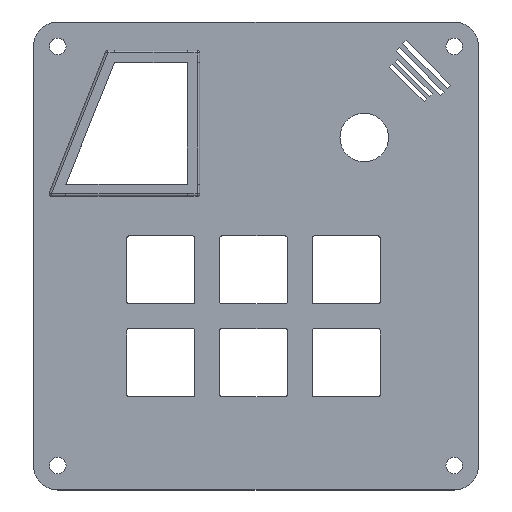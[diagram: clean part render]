
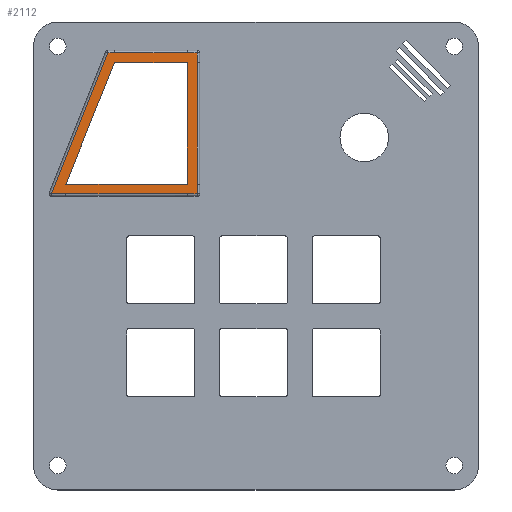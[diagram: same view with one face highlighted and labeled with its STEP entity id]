
A CAD part, top view. The second image highlights one B-rep face of the part: STEP entity #2112.
In plain terms, the highlighted planar face has unit normal (0, 0, 1).
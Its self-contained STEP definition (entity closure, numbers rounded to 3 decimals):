
#15=FACE_BOUND('',#235,.T.);
#49=PLANE('',#2249);
#122=FACE_OUTER_BOUND('',#234,.T.);
#234=EDGE_LOOP('',(#1442,#1443,#1444,#1445,#1446,#1447,#1448,#1449,#1450,
#1451));
#235=EDGE_LOOP('',(#1452,#1453,#1454,#1455));
#372=LINE('',#3064,#593);
#374=LINE('',#3071,#595);
#377=LINE('',#3078,#598);
#383=LINE('',#3099,#604);
#384=LINE('',#3103,#605);
#385=LINE('',#3105,#606);
#386=LINE('',#3107,#607);
#387=LINE('',#3109,#608);
#388=LINE('',#3111,#609);
#389=LINE('',#3112,#610);
#390=LINE('',#3115,#611);
#391=LINE('',#3117,#612);
#392=LINE('',#3119,#613);
#393=LINE('',#3120,#614);
#593=VECTOR('',#2442,10.);
#595=VECTOR('',#2450,10.);
#598=VECTOR('',#2457,10.);
#604=VECTOR('',#2481,10.);
#605=VECTOR('',#2486,10.);
#606=VECTOR('',#2487,10.);
#607=VECTOR('',#2488,10.);
#608=VECTOR('',#2489,10.);
#609=VECTOR('',#2490,10.);
#610=VECTOR('',#2491,10.);
#611=VECTOR('',#2492,10.);
#612=VECTOR('',#2493,10.);
#613=VECTOR('',#2494,10.);
#614=VECTOR('',#2495,10.);
#904=VERTEX_POINT('',#3061);
#905=VERTEX_POINT('',#3063);
#907=VERTEX_POINT('',#3069);
#909=VERTEX_POINT('',#3076);
#915=VERTEX_POINT('',#3098);
#916=VERTEX_POINT('',#3102);
#917=VERTEX_POINT('',#3104);
#918=VERTEX_POINT('',#3106);
#919=VERTEX_POINT('',#3108);
#920=VERTEX_POINT('',#3110);
#921=VERTEX_POINT('',#3113);
#922=VERTEX_POINT('',#3114);
#923=VERTEX_POINT('',#3116);
#924=VERTEX_POINT('',#3118);
#1104=EDGE_CURVE('',#904,#905,#372,.T.);
#1108=EDGE_CURVE('',#907,#904,#374,.T.);
#1112=EDGE_CURVE('',#909,#907,#377,.T.);
#1122=EDGE_CURVE('',#905,#915,#383,.T.);
#1124=EDGE_CURVE('',#916,#909,#384,.T.);
#1125=EDGE_CURVE('',#917,#916,#385,.T.);
#1126=EDGE_CURVE('',#918,#917,#386,.T.);
#1127=EDGE_CURVE('',#919,#918,#387,.T.);
#1128=EDGE_CURVE('',#920,#919,#388,.T.);
#1129=EDGE_CURVE('',#915,#920,#389,.T.);
#1130=EDGE_CURVE('',#921,#922,#390,.T.);
#1131=EDGE_CURVE('',#922,#923,#391,.T.);
#1132=EDGE_CURVE('',#923,#924,#392,.T.);
#1133=EDGE_CURVE('',#924,#921,#393,.T.);
#1442=ORIENTED_EDGE('',*,*,#1104,.F.);
#1443=ORIENTED_EDGE('',*,*,#1108,.F.);
#1444=ORIENTED_EDGE('',*,*,#1112,.F.);
#1445=ORIENTED_EDGE('',*,*,#1124,.F.);
#1446=ORIENTED_EDGE('',*,*,#1125,.F.);
#1447=ORIENTED_EDGE('',*,*,#1126,.F.);
#1448=ORIENTED_EDGE('',*,*,#1127,.F.);
#1449=ORIENTED_EDGE('',*,*,#1128,.F.);
#1450=ORIENTED_EDGE('',*,*,#1129,.F.);
#1451=ORIENTED_EDGE('',*,*,#1122,.F.);
#1452=ORIENTED_EDGE('',*,*,#1130,.T.);
#1453=ORIENTED_EDGE('',*,*,#1131,.T.);
#1454=ORIENTED_EDGE('',*,*,#1132,.T.);
#1455=ORIENTED_EDGE('',*,*,#1133,.T.);
#2112=ADVANCED_FACE('',(#122,#15),#49,.T.);
#2249=AXIS2_PLACEMENT_3D('',#3101,#2484,#2485);
#2442=DIRECTION('',(1.,0.,0.));
#2450=DIRECTION('',(1.,0.,0.));
#2457=DIRECTION('',(1.,0.,0.));
#2481=DIRECTION('',(0.,-1.,0.));
#2484=DIRECTION('center_axis',(0.,0.,1.));
#2485=DIRECTION('ref_axis',(1.,0.,0.));
#2486=DIRECTION('',(0.371,0.928,0.));
#2487=DIRECTION('',(-1.,0.001,0.));
#2488=DIRECTION('',(-1.,0.,0.));
#2489=DIRECTION('',(-1.,0.,0.));
#2490=DIRECTION('',(0.,-1.,0.));
#2491=DIRECTION('',(0.,-1.,0.));
#2492=DIRECTION('',(1.,0.,0.));
#2493=DIRECTION('',(0.,-1.,0.));
#2494=DIRECTION('',(-1.,0.,0.));
#2495=DIRECTION('',(0.371,0.928,0.));
#3061=CARTESIAN_POINT('',(15.,-3.,2.5));
#3063=CARTESIAN_POINT('',(17.,-3.,2.5));
#3064=CARTESIAN_POINT('',(9.702,-3.,2.5));
#3069=CARTESIAN_POINT('',(0.,-3.,2.5));
#3071=CARTESIAN_POINT('',(8.452,-3.,2.5));
#3076=CARTESIAN_POINT('',(-1.354,-3.,2.5));
#3078=CARTESIAN_POINT('',(0.952,-3.,2.5));
#3098=CARTESIAN_POINT('',(17.,-5.,2.5));
#3099=CARTESIAN_POINT('',(17.,-11.25,2.5));
#3101=CARTESIAN_POINT('Origin',(1.905,-17.5,2.5));
#3102=CARTESIAN_POINT('',(-12.952,-31.996,2.5));
#3103=CARTESIAN_POINT('',(-3.566,-8.531,2.5));
#3104=CARTESIAN_POINT('',(-10.,-32.,2.5));
#3105=CARTESIAN_POINT('',(-5.903,-32.006,2.5));
#3106=CARTESIAN_POINT('',(15.,-32.,2.5));
#3107=CARTESIAN_POINT('',(-4.048,-32.,2.5));
#3108=CARTESIAN_POINT('',(17.,-32.,2.5));
#3109=CARTESIAN_POINT('',(8.452,-32.,2.5));
#3110=CARTESIAN_POINT('',(17.,-30.,2.5));
#3111=CARTESIAN_POINT('',(17.,-25.,2.5));
#3112=CARTESIAN_POINT('',(17.,-23.75,2.5));
#3113=CARTESIAN_POINT('',(0.,-5.,2.5));
#3114=CARTESIAN_POINT('',(15.,-5.,2.5));
#3115=CARTESIAN_POINT('',(15.,-5.,2.5));
#3116=CARTESIAN_POINT('',(15.,-30.,2.5));
#3117=CARTESIAN_POINT('',(15.,-30.,2.5));
#3118=CARTESIAN_POINT('',(-10.,-30.,2.5));
#3119=CARTESIAN_POINT('',(-10.,-30.,2.5));
#3120=CARTESIAN_POINT('',(0.,-5.,2.5));
